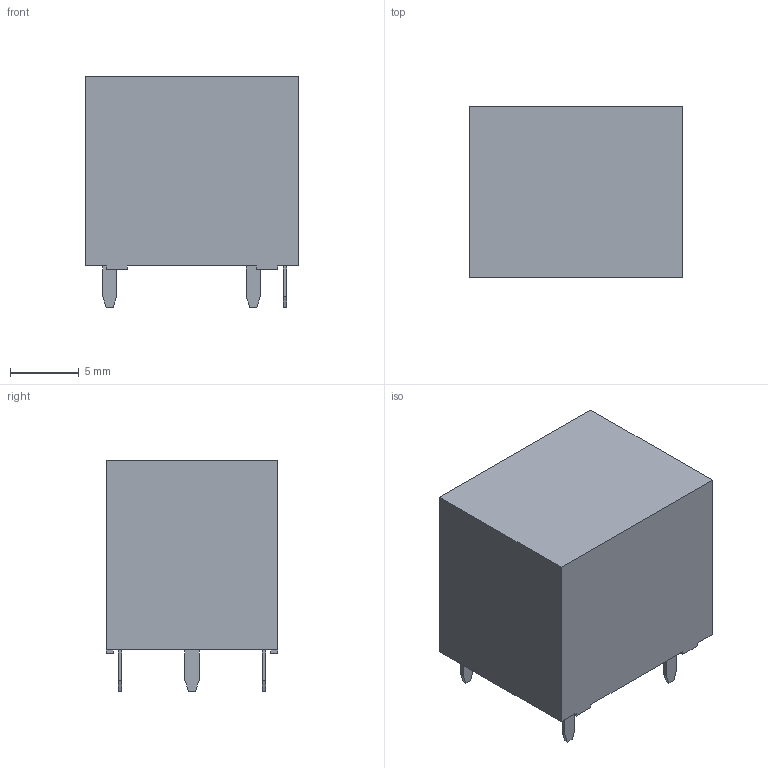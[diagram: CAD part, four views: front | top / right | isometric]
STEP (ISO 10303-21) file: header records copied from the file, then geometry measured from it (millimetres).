
FILE_DESCRIPTION(/* description */ (''),/* implementation_level */ '2;1');
FILE_NAME(/* name */ 'Picker PC236.step',/* time_stamp */ '2022-04-28T16:25:03-04:00',/* author */ (''),/* organization */ (''),/* preprocessor_version */ 'ST-DEVELOPER v18.1',/* originating_system */ 'Autodesk Translation Framework v10.14.0.1471',/* authorisation */ '');
FILE_SCHEMA (('AUTOMOTIVE_DESIGN { 1 0 10303 214 3 1 1 }'));
Length unit declared in the file: inch
Products named in the file (2): Picker PC236; Component1
Assembly tree (1 placements, depth 2):
  Picker PC236
    Component1
Bounding box: 15.49 x 12.45 x 16.72 mm (x, y, z)
Volume: 2650.1 mm3; surface area: 1194.6 mm2
Topology: 6 solids, 6 shells, 62 faces, 150 edges, 100 vertices
Faces by surface type: plane 62
Entity records: 1833 total; most frequent: CARTESIAN_POINT 315, ORIENTED_EDGE 300, DIRECTION 280, LINE 150, VECTOR 150, EDGE_CURVE 150, VERTEX_POINT 100, AXIS2_PLACEMENT_3D 65
